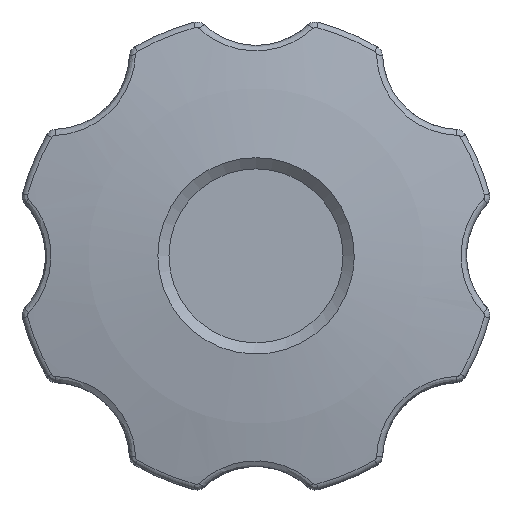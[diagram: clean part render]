
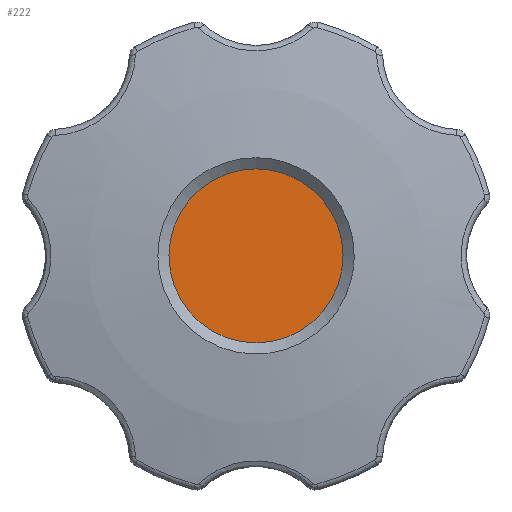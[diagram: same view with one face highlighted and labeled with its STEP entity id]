
A CAD part, top view. The second image highlights one B-rep face of the part: STEP entity #222.
In plain terms, the highlighted planar face has unit normal (0, 0, 1).
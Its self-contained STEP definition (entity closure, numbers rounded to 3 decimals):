
#222 = ADVANCED_FACE( '', ( #519 ), #520, .T. );
#519 = FACE_OUTER_BOUND( '', #2753, .T. );
#520 = PLANE( '', #2754 );
#2753 = EDGE_LOOP( '', ( #6834 ) );
#2754 = AXIS2_PLACEMENT_3D( '', #6835, #6836, #6837 );
#6834 = ORIENTED_EDGE( '', *, *, #7497, .T. );
#6835 = CARTESIAN_POINT( '', ( 0., 0., 19. ) );
#6836 = DIRECTION( '', ( 0., 0., 1. ) );
#6837 = DIRECTION( '', ( 1., 0., 0. ) );
#7497 = EDGE_CURVE( '', #7925, #7925, #7926, .T. );
#7925 = VERTEX_POINT( '', #9478 );
#7926 = CIRCLE( '', #9479, 6.3 );
#9478 = CARTESIAN_POINT( '', ( 6.3, 0., 19. ) );
#9479 = AXIS2_PLACEMENT_3D( '', #11471, #11472, #11473 );
#11471 = CARTESIAN_POINT( '', ( 0., 0., 19. ) );
#11472 = DIRECTION( '', ( 0., 0., 1. ) );
#11473 = DIRECTION( '', ( 1., 0., 0. ) );
